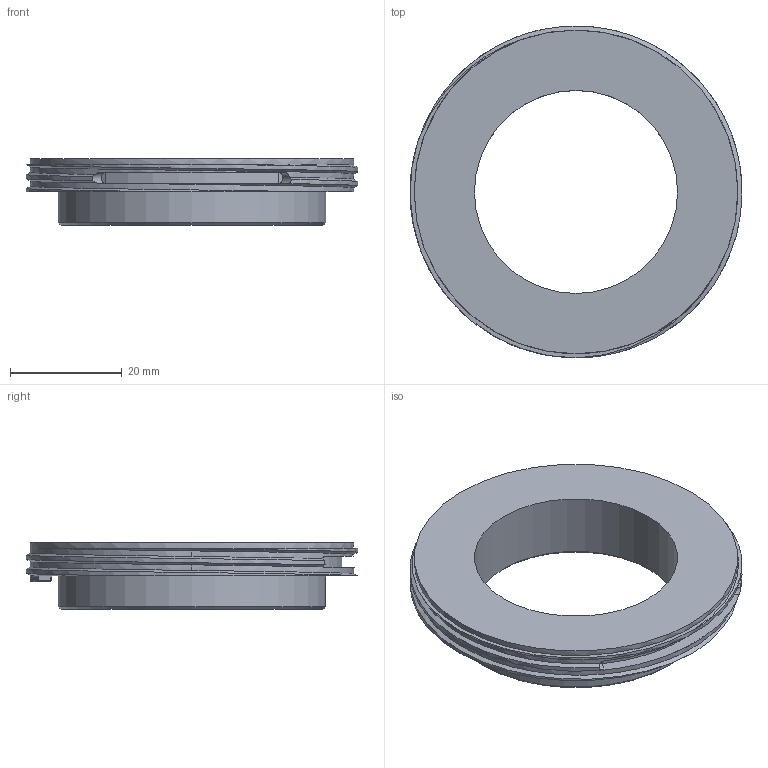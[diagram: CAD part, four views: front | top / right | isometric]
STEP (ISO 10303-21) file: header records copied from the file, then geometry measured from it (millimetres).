
FILE_DESCRIPTION(/* description */ (''),/* implementation_level */ '2;1');
FILE_NAME(/* name */ 'mountLensBase_canonFD',/* time_stamp */ '2023-12-05T12:48:11-05:00',/* author */ ('George Moua'),/* organization */ ('Archive 663'),/* preprocessor_version */ 'ST-DEVELOPER v16.7',/* originating_system */ 'Solid Edge',/* authorisation */ 'Unknown');
FILE_SCHEMA (('AUTOMOTIVE_DESIGN {1 0 10303 214 3 1 1}'));
Length unit declared in the file: millimetre
Products named in the file (3): mountLensBase; mountLensBase_canonFD_oa_0; mountLensBase_canonFD
Assembly tree (2 placements, depth 3):
  mountLensBase
    mountLensBase_canonFD_oa_0
      mountLensBase_canonFD
Bounding box: 59.5 x 59.49 x 12 mm (x, y, z)
Volume: 14298.4 mm3; surface area: 7115.8 mm2
Topology: 1 solids, 1 shells, 41 faces, 110 edges, 72 vertices
Faces by surface type: plane 19, cylinder 16, bspline 4, cone 2
Full cylindrical faces by diameter (mm): 36.4 x1, 47.9 x1, 58 x2
Entity records: 3691 total; most frequent: CARTESIAN_POINT 2721, ORIENTED_EDGE 200, DIRECTION 167, EDGE_CURVE 100, VERTEX_POINT 69, AXIS2_PLACEMENT_3D 65, EDGE_LOOP 47, FACE_BOUND 47
